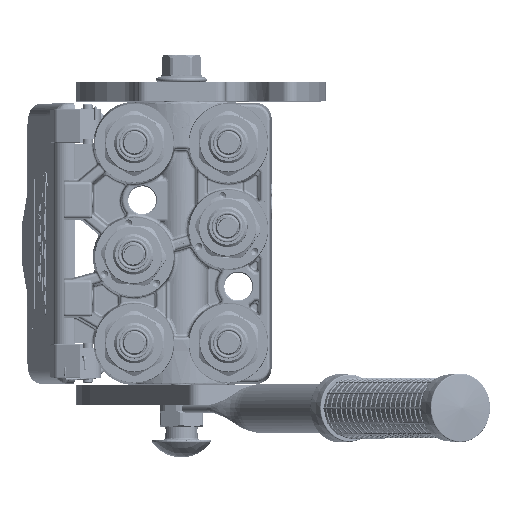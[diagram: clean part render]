
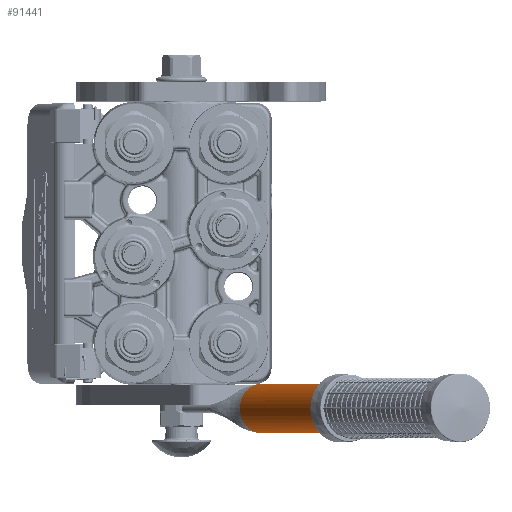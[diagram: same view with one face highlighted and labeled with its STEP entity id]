
A CAD part, top view. The second image highlights one B-rep face of the part: STEP entity #91441.
In plain terms, the highlighted cylindrical face has radius 12.5 mm (diameter 25 mm), a partial arc.
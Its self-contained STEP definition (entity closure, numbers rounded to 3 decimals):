
#1056 = CARTESIAN_POINT ( 'NONE',  ( -12.426, 0., 1.36 ) ) ;
#5452 = CARTESIAN_POINT ( 'NONE',  ( -12.466, 0.13, 0.917 ) ) ;
#8148 = B_SPLINE_CURVE_WITH_KNOTS ( 'NONE', 3,
 ( #199306, #241048, #64644, #182842, #221946, #124603, #5452, #122893, #242741, #145414, #203584, #102885, #146238, #223676, #26312, #245302 ),
 .UNSPECIFIED., .F., .F.,
 ( 4, 2, 1, 2, 2, 1, 2, 2, 4 ),
 ( 0., 0.25, 0.312, 0.328, 0.344, 0.375, 0.437, 0.5, 1. ),
 .UNSPECIFIED. ) ;
#12108 = CARTESIAN_POINT ( 'NONE',  ( 0., 0., 0. ) ) ;
#12660 = CARTESIAN_POINT ( 'NONE',  ( 12.482, 0.182, 0.665 ) ) ;
#13204 = ORIENTED_EDGE ( 'NONE', *, *, #234005, .T. ) ;
#16860 = EDGE_CURVE ( 'NONE', #155702, #61770, #137969, .T. ) ;
#20448 = ORIENTED_EDGE ( 'NONE', *, *, #233981, .F. ) ;
#25111 = CARTESIAN_POINT ( 'NONE',  ( 12.5, 198., 0. ) ) ;
#26312 = CARTESIAN_POINT ( 'NONE',  ( -12.5, 0.24, 0.216 ) ) ;
#32645 = CARTESIAN_POINT ( 'NONE',  ( 12.472, 0.146, 0.859 ) ) ;
#34358 = CARTESIAN_POINT ( 'NONE',  ( 12.499, 0.235, 0.221 ) ) ;
#38129 = CIRCLE ( 'NONE', #224469, 12.5 ) ;
#43666 = DIRECTION ( 'NONE',  ( 0., 1., 0. ) ) ;
#46974 = VERTEX_POINT ( 'NONE', #1056 ) ;
#49992 = CARTESIAN_POINT ( 'NONE',  ( 12.494, 0.22, 0.394 ) ) ;
#53108 = CARTESIAN_POINT ( 'NONE',  ( 0., 0., 12.5 ) ) ;
#57829 = CARTESIAN_POINT ( 'NONE',  ( 0., 198., 0. ) ) ;
#61770 = VERTEX_POINT ( 'NONE', #25111 ) ;
#62091 = FACE_OUTER_BOUND ( 'NONE', #132113, .T. ) ;
#63881 = CARTESIAN_POINT ( 'NONE',  ( 12.5, 0.24, 0. ) ) ;
#64644 = CARTESIAN_POINT ( 'NONE',  ( -12.452, 0.083, 1.1 ) ) ;
#69504 = CARTESIAN_POINT ( 'NONE',  ( 12.5, 0.24, 0. ) ) ;
#71274 = DIRECTION ( 'NONE',  ( -0.994, 0., 0.109 ) ) ;
#79665 = VERTEX_POINT ( 'NONE', #155142 ) ;
#84607 = EDGE_CURVE ( 'NONE', #93663, #61770, #179574, .T. ) ;
#88803 = DIRECTION ( 'NONE',  ( 0., 1., 0. ) ) ;
#90934 = CARTESIAN_POINT ( 'NONE',  ( 12.481, 0.178, 0.688 ) ) ;
#91441 = ADVANCED_FACE ( 'NONE', ( #62091 ), #99470, .T. ) ;
#93663 = VERTEX_POINT ( 'NONE', #63881 ) ;
#99178 = DIRECTION ( 'NONE',  ( 1., 0., 0. ) ) ;
#99470 = CYLINDRICAL_SURFACE ( 'NONE', #224959, 12.5 ) ;
#101275 = CARTESIAN_POINT ( 'NONE',  ( -12.5, 0.24, 0. ) ) ;
#102885 = CARTESIAN_POINT ( 'NONE',  ( -12.478, 0.167, 0.748 ) ) ;
#110067 = CARTESIAN_POINT ( 'NONE',  ( 12.481, 0.178, 0.683 ) ) ;
#116754 = B_SPLINE_CURVE_WITH_KNOTS ( 'NONE', 3,
 ( #153490, #131768, #34358, #49992, #190039, #189185, #229116, #172646, #12660, #190883, #110067, #90934, #32645, #249069, #130031 ),
 .UNSPECIFIED., .F., .F.,
 ( 4, 2, 2, 1, 1, 1, 2, 2, 4 ),
 ( 0., 0.25, 0.375, 0.437, 0.469, 0.484, 0.492, 0.5, 1. ),
 .UNSPECIFIED. ) ;
#122893 = CARTESIAN_POINT ( 'NONE',  ( -12.467, 0.131, 0.91 ) ) ;
#124603 = CARTESIAN_POINT ( 'NONE',  ( -12.466, 0.127, 0.927 ) ) ;
#130031 = CARTESIAN_POINT ( 'NONE',  ( 12.426, 0., 1.36 ) ) ;
#131489 = LINE ( 'NONE', #246103, #159400 ) ;
#131768 = CARTESIAN_POINT ( 'NONE',  ( 12.5, 0.24, 0.108 ) ) ;
#132113 = EDGE_LOOP ( 'NONE', ( #204383, #192038, #20448, #208081, #164588, #13204, #167843 ) ) ;
#137969 = CIRCLE ( 'NONE', #221452, 12.5 ) ;
#139217 = CIRCLE ( 'NONE', #153151, 12.5 ) ;
#145414 = CARTESIAN_POINT ( 'NONE',  ( -12.471, 0.146, 0.847 ) ) ;
#146238 = CARTESIAN_POINT ( 'NONE',  ( -12.479, 0.172, 0.721 ) ) ;
#151647 = VECTOR ( 'NONE', #231927, 1000. ) ;
#153151 = AXIS2_PLACEMENT_3D ( 'NONE', #12108, #229395, #71274 ) ;
#153490 = CARTESIAN_POINT ( 'NONE',  ( 12.5, 0.24, 0. ) ) ;
#155142 = CARTESIAN_POINT ( 'NONE',  ( 12.426, 0., 1.36 ) ) ;
#155702 = VERTEX_POINT ( 'NONE', #231529 ) ;
#157788 = DIRECTION ( 'NONE',  ( -1., 0., 0. ) ) ;
#159400 = VECTOR ( 'NONE', #43666, 1000. ) ;
#162588 = DIRECTION ( 'NONE',  ( 0., -1., 0. ) ) ;
#164588 = ORIENTED_EDGE ( 'NONE', *, *, #213363, .T. ) ;
#166463 = VERTEX_POINT ( 'NONE', #53108 ) ;
#167843 = ORIENTED_EDGE ( 'NONE', *, *, #257604, .F. ) ;
#169658 = DIRECTION ( 'NONE',  ( -0.994, 0., 0.109 ) ) ;
#172646 = CARTESIAN_POINT ( 'NONE',  ( 12.484, 0.186, 0.638 ) ) ;
#175278 = VERTEX_POINT ( 'NONE', #101275 ) ;
#179574 = LINE ( 'NONE', #69504, #151647 ) ;
#182842 = CARTESIAN_POINT ( 'NONE',  ( -12.461, 0.114, 0.981 ) ) ;
#189185 = CARTESIAN_POINT ( 'NONE',  ( 12.488, 0.202, 0.541 ) ) ;
#189642 = CARTESIAN_POINT ( 'NONE',  ( 0., 0., 0. ) ) ;
#190039 = CARTESIAN_POINT ( 'NONE',  ( 12.492, 0.214, 0.452 ) ) ;
#190883 = CARTESIAN_POINT ( 'NONE',  ( 12.482, 0.18, 0.676 ) ) ;
#192038 = ORIENTED_EDGE ( 'NONE', *, *, #16860, .F. ) ;
#199306 = CARTESIAN_POINT ( 'NONE',  ( -12.426, 0., 1.36 ) ) ;
#203584 = CARTESIAN_POINT ( 'NONE',  ( -12.474, 0.155, 0.804 ) ) ;
#204383 = ORIENTED_EDGE ( 'NONE', *, *, #84607, .T. ) ;
#208081 = ORIENTED_EDGE ( 'NONE', *, *, #248450, .F. ) ;
#213363 = EDGE_CURVE ( 'NONE', #46974, #166463, #139217, .T. ) ;
#215187 = DIRECTION ( 'NONE',  ( 0., 1., 0. ) ) ;
#219959 = CARTESIAN_POINT ( 'NONE',  ( 0., 0., 0. ) ) ;
#221452 = AXIS2_PLACEMENT_3D ( 'NONE', #57829, #215187, #157788 ) ;
#221946 = CARTESIAN_POINT ( 'NONE',  ( -12.464, 0.121, 0.953 ) ) ;
#223676 = CARTESIAN_POINT ( 'NONE',  ( -12.494, 0.221, 0.449 ) ) ;
#224469 = AXIS2_PLACEMENT_3D ( 'NONE', #189642, #88803, #169658 ) ;
#224959 = AXIS2_PLACEMENT_3D ( 'NONE', #219959, #162588, #99178 ) ;
#229116 = CARTESIAN_POINT ( 'NONE',  ( 12.486, 0.195, 0.586 ) ) ;
#229395 = DIRECTION ( 'NONE',  ( 0., 1., 0. ) ) ;
#231529 = CARTESIAN_POINT ( 'NONE',  ( -12.5, 198., 0. ) ) ;
#231927 = DIRECTION ( 'NONE',  ( 0., 1., 0. ) ) ;
#233981 = EDGE_CURVE ( 'NONE', #175278, #155702, #131489, .T. ) ;
#234005 = EDGE_CURVE ( 'NONE', #166463, #79665, #38129, .T. ) ;
#241048 = CARTESIAN_POINT ( 'NONE',  ( -12.441, 0.049, 1.219 ) ) ;
#242741 = CARTESIAN_POINT ( 'NONE',  ( -12.468, 0.136, 0.889 ) ) ;
#245302 = CARTESIAN_POINT ( 'NONE',  ( -12.5, 0.24, 0. ) ) ;
#246103 = CARTESIAN_POINT ( 'NONE',  ( -12.5, 0.24, 0. ) ) ;
#248450 = EDGE_CURVE ( 'NONE', #46974, #175278, #8148, .T. ) ;
#249069 = CARTESIAN_POINT ( 'NONE',  ( 12.456, 0.096, 1.087 ) ) ;
#257604 = EDGE_CURVE ( 'NONE', #93663, #79665, #116754, .T. ) ;
